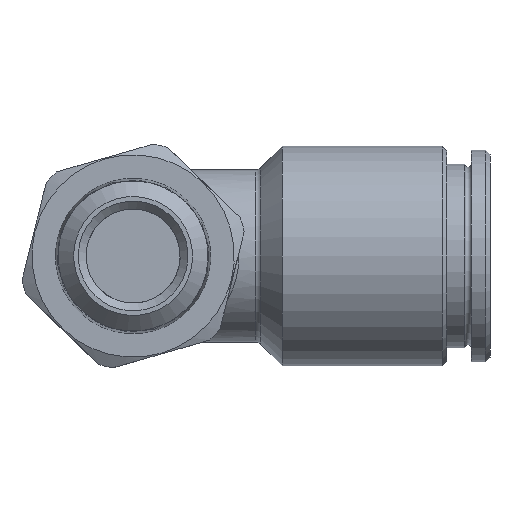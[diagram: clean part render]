
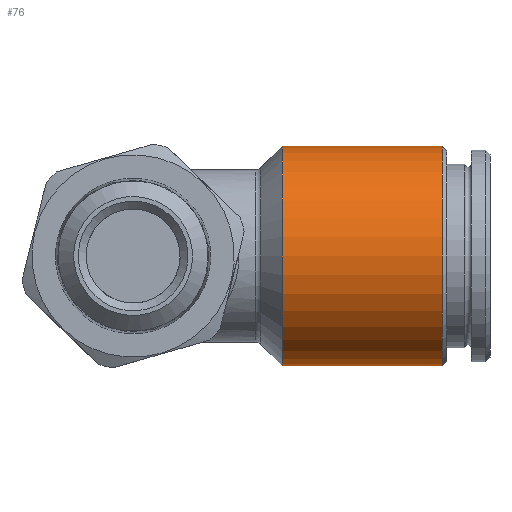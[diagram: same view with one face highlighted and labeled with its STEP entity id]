
A CAD part, front view. The second image highlights one B-rep face of the part: STEP entity #76.
In plain terms, the highlighted cylindrical face has radius 7 mm (diameter 14 mm), a full revolution.
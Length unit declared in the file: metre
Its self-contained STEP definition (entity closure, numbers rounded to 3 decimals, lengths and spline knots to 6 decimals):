
#76 = ADVANCED_FACE( 'NONE', ( #195, #196 ), #197, .T. );
#195 = FACE_OUTER_BOUND( '', #379, .T. );
#196 = FACE_OUTER_BOUND( '', #380, .T. );
#197 = CYLINDRICAL_SURFACE( '', #381, 0.007 );
#379 = EDGE_LOOP( '', ( #900 ) );
#380 = EDGE_LOOP( '', ( #901 ) );
#381 = AXIS2_PLACEMENT_3D( '', #902, #903, #904 );
#900 = ORIENTED_EDGE( '', *, *, #1271, .T. );
#901 = ORIENTED_EDGE( '', *, *, #1272, .T. );
#902 = CARTESIAN_POINT( '', ( 0., 0., 0. ) );
#903 = DIRECTION( '', ( 1., 0., 0. ) );
#904 = DIRECTION( '', ( 0., 0., 1. ) );
#1271 = EDGE_CURVE( 'NONE', #1423, #1423, #1424, .T. );
#1272 = EDGE_CURVE( 'NONE', #1425, #1425, #1426, .T. );
#1423 = VERTEX_POINT( '', #1692 );
#1424 = CIRCLE( '', #1693, 0.007 );
#1425 = VERTEX_POINT( '', #1694 );
#1426 = CIRCLE( '', #1695, 0.007 );
#1692 = CARTESIAN_POINT( '', ( 0.0095, 0., -0.007 ) );
#1693 = AXIS2_PLACEMENT_3D( '', #2195, #2196, #2197 );
#1694 = CARTESIAN_POINT( '', ( 0.0197, 0., 0.007 ) );
#1695 = AXIS2_PLACEMENT_3D( '', #2198, #2199, #2200 );
#2195 = CARTESIAN_POINT( '', ( 0.0095, 0., 0. ) );
#2196 = DIRECTION( '', ( 1., 0., 0. ) );
#2197 = DIRECTION( '', ( 0., 0., -1. ) );
#2198 = CARTESIAN_POINT( '', ( 0.0197, 0., 0. ) );
#2199 = DIRECTION( '', ( -1., 0., 0. ) );
#2200 = DIRECTION( '', ( 0., 0., 1. ) );
